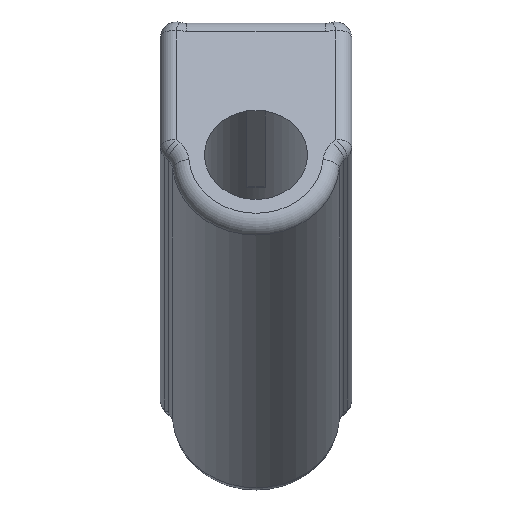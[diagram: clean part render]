
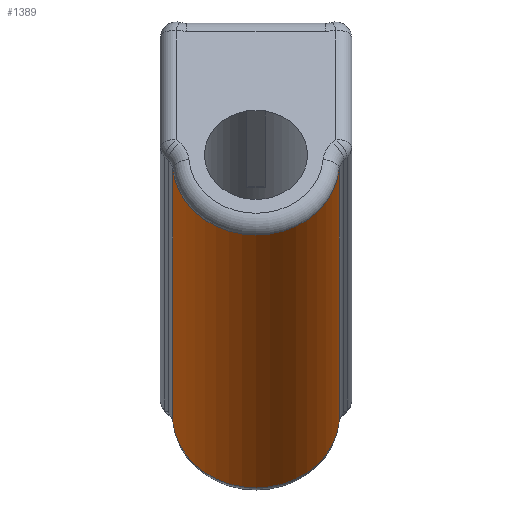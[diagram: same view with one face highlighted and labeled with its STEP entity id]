
A CAD part, left-side view. The second image highlights one B-rep face of the part: STEP entity #1389.
In plain terms, the highlighted cylindrical face has radius 5.225 mm (diameter 10.45 mm), a partial arc.
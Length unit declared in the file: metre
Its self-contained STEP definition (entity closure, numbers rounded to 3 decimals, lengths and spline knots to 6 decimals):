
#119=CIRCLE('',#1522,0.005225);
#120=CIRCLE('',#1523,0.005225);
#281=ORIENTED_EDGE('',*,*,#712,.T.);
#282=ORIENTED_EDGE('',*,*,#713,.T.);
#283=ORIENTED_EDGE('',*,*,#714,.T.);
#284=ORIENTED_EDGE('',*,*,#715,.T.);
#712=EDGE_CURVE('',#925,#926,#1027,.T.);
#713=EDGE_CURVE('',#926,#927,#119,.F.);
#714=EDGE_CURVE('',#927,#928,#1028,.F.);
#715=EDGE_CURVE('',#928,#925,#120,.F.);
#925=VERTEX_POINT('',#2299);
#926=VERTEX_POINT('',#2300);
#927=VERTEX_POINT('',#2302);
#928=VERTEX_POINT('',#2304);
#1027=LINE('',#2298,#1095);
#1028=LINE('',#2303,#1096);
#1095=VECTOR('',#1782,1.);
#1096=VECTOR('',#1785,1.);
#1156=EDGE_LOOP('',(#281,#282,#283,#284));
#1254=FACE_BOUND('',#1156,.T.);
#1345=CYLINDRICAL_SURFACE('',#1521,0.005225);
#1389=ADVANCED_FACE('',(#1254),#1345,.T.);
#1521=AXIS2_PLACEMENT_3D('',#2297,#1780,#1781);
#1522=AXIS2_PLACEMENT_3D('',#2301,#1783,#1784);
#1523=AXIS2_PLACEMENT_3D('',#2305,#1786,#1787);
#1780=DIRECTION('',(-0.866,0.,0.5));
#1781=DIRECTION('',(0.5,0.,0.866));
#1782=DIRECTION('',(-0.866,0.,0.5));
#1783=DIRECTION('',(-0.866,0.,0.5));
#1784=DIRECTION('',(0.5,0.,0.866));
#1785=DIRECTION('',(-0.866,0.,0.5));
#1786=DIRECTION('',(0.866,0.,-0.5));
#1787=DIRECTION('',(-0.5,0.,-0.866));
#2297=CARTESIAN_POINT('',(0.292102,0.,-0.132052));
#2298=CARTESIAN_POINT('',(0.291887,-0.005207,-0.132424));
#2299=CARTESIAN_POINT('',(0.291019,-0.005207,-0.131923));
#2300=CARTESIAN_POINT('',(0.263585,-0.005207,-0.116084));
#2301=CARTESIAN_POINT('',(0.2638,0.,-0.115712));
#2302=CARTESIAN_POINT('',(0.263585,0.005207,-0.116084));
#2303=CARTESIAN_POINT('',(0.291887,0.005207,-0.132424));
#2304=CARTESIAN_POINT('',(0.291019,0.005207,-0.131923));
#2305=CARTESIAN_POINT('',(0.291234,0.,-0.131551));
